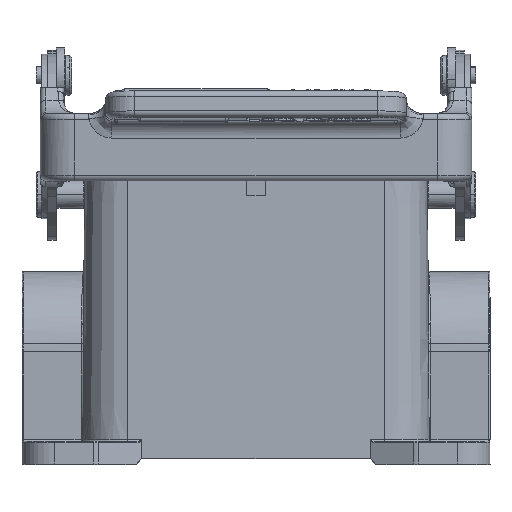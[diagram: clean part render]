
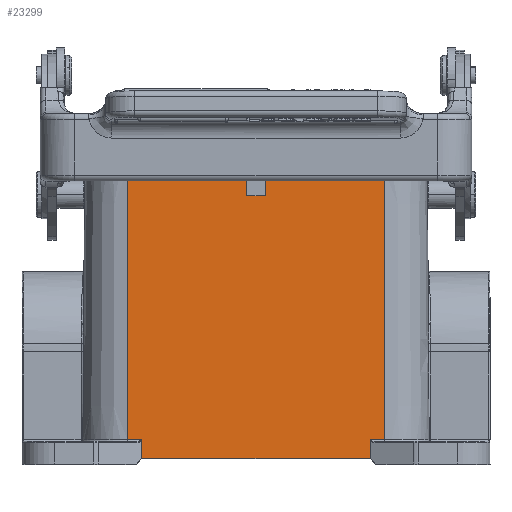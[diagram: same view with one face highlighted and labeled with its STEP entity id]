
A CAD part, top view. The second image highlights one B-rep face of the part: STEP entity #23299.
In plain terms, the highlighted planar face has unit normal (0, 0.009, 1).
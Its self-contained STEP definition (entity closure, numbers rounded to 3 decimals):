
#5190=DIRECTION('',(0.,-1.,0.009));
#5191=VECTOR('',#5190,3.238);
#5192=CARTESIAN_POINT('',(-20.,4.238,21.916));
#5193=LINE('',#5192,#5191);
#5201=CARTESIAN_POINT('',(20.,4.297,21.912));
#5202=CARTESIAN_POINT('',(20.,4.278,21.912));
#5203=CARTESIAN_POINT('',(20.,4.258,21.916));
#5204=CARTESIAN_POINT('',(20.,4.238,21.916));
#5206=DIRECTION('',(-1.,0.,0.));
#5207=VECTOR('',#5206,39.998);
#5208=CARTESIAN_POINT('',(19.999,1.,21.944));
#5209=LINE('',#5208,#5207);
#5210=DIRECTION('',(1.,0.,0.));
#5211=VECTOR('',#5210,20.9);
#5212=CARTESIAN_POINT('',(-22.5,51.5,21.5));
#5213=LINE('',#5212,#5211);
#5214=DIRECTION('',(1.,0.,0.));
#5215=VECTOR('',#5214,3.2);
#5216=CARTESIAN_POINT('',(-1.6,47.,21.539));
#5217=LINE('',#5216,#5215);
#5234=DIRECTION('',(1.,0.,0.));
#5235=VECTOR('',#5234,2.5);
#5236=CARTESIAN_POINT('',(20.,4.297,21.912));
#5237=LINE('',#5236,#5235);
#5256=DIRECTION('',(0.,1.,-0.009));
#5257=VECTOR('',#5256,47.204);
#5258=CARTESIAN_POINT('',(22.5,4.297,21.912));
#5259=LINE('',#5258,#5257);
#5299=DIRECTION('',(-1.,0.,0.));
#5300=VECTOR('',#5299,20.9);
#5301=CARTESIAN_POINT('',(22.5,51.5,21.5));
#5302=LINE('',#5301,#5300);
#8107=DIRECTION('',(0.,-1.,0.009));
#8108=VECTOR('',#8107,4.5);
#8109=CARTESIAN_POINT('',(1.6,51.5,21.5));
#8110=LINE('',#8109,#8108);
#8115=DIRECTION('',(0.,1.,-0.009));
#8116=VECTOR('',#8115,4.5);
#8117=CARTESIAN_POINT('',(-1.6,47.,21.539));
#8118=LINE('',#8117,#8116);
#8277=DIRECTION('',(0.,-1.,0.009));
#8278=VECTOR('',#8277,47.204);
#8279=CARTESIAN_POINT('',(-22.5,51.5,21.5));
#8280=LINE('',#8279,#8278);
#8321=DIRECTION('',(1.,0.,0.));
#8322=VECTOR('',#8321,2.5);
#8323=CARTESIAN_POINT('',(-22.5,4.297,21.912));
#8324=LINE('',#8323,#8322);
#8325=CARTESIAN_POINT('',(-20.,4.297,21.912));
#8326=CARTESIAN_POINT('',(-20.,4.291,21.912));
#8327=CARTESIAN_POINT('',(-20.,4.277,21.913));
#8328=CARTESIAN_POINT('',(-20.,4.258,21.91));
#8329=CARTESIAN_POINT('',(-20.,4.245,21.916));
#8330=CARTESIAN_POINT('',(-20.,4.238,21.916));
#9340=DIRECTION('',(0.,1.,-0.009));
#9341=VECTOR('',#9340,3.238);
#9342=CARTESIAN_POINT('',(19.999,1.,21.944));
#9343=LINE('',#9342,#9341);
#14411=CARTESIAN_POINT('',(19.999,1.,21.944));
#14412=VERTEX_POINT('',#14411);
#14414=CARTESIAN_POINT('',(-19.999,1.,
21.944));
#14415=VERTEX_POINT('',#14414);
#14474=CARTESIAN_POINT('',(-20.,4.238,
21.916));
#14475=VERTEX_POINT('',#14474);
#14476=VERTEX_POINT('',#5201);
#14477=VERTEX_POINT('',#5204);
#14478=VERTEX_POINT('',#8325);
#14479=CARTESIAN_POINT('',(-22.5,4.297,
21.912));
#14480=VERTEX_POINT('',#14479);
#14481=CARTESIAN_POINT('',(-22.5,51.5,21.5));
#14482=VERTEX_POINT('',#14481);
#14483=CARTESIAN_POINT('',(-1.6,51.5,21.5));
#14484=VERTEX_POINT('',#14483);
#14485=CARTESIAN_POINT('',(-1.6,47.,21.539));
#14486=VERTEX_POINT('',#14485);
#14487=CARTESIAN_POINT('',(1.6,47.,21.539));
#14488=VERTEX_POINT('',#14487);
#14489=CARTESIAN_POINT('',(1.6,51.5,21.5));
#14490=VERTEX_POINT('',#14489);
#14491=CARTESIAN_POINT('',(22.5,51.5,21.5));
#14492=VERTEX_POINT('',#14491);
#14493=CARTESIAN_POINT('',(22.5,4.297,21.912));
#14494=VERTEX_POINT('',#14493);
#23266=CARTESIAN_POINT('',(0.,26.25,
21.72));
#23267=DIRECTION('',(0.,0.009,1.));
#23268=DIRECTION('',(0.,-1.,0.009));
#23269=AXIS2_PLACEMENT_3D('',#23266,#23267,#23268);
#23270=PLANE('',#23269);
#23272=ORIENTED_EDGE('',*,*,#23271,.T.);
#23274=ORIENTED_EDGE('',*,*,#23273,.F.);
#23275=ORIENTED_EDGE('',*,*,#23069,.T.);
#23276=ORIENTED_EDGE('',*,*,#23258,.F.);
#23278=ORIENTED_EDGE('',*,*,#23277,.F.);
#23280=ORIENTED_EDGE('',*,*,#23279,.F.);
#23282=ORIENTED_EDGE('',*,*,#23281,.F.);
#23284=ORIENTED_EDGE('',*,*,#23283,.T.);
#23286=ORIENTED_EDGE('',*,*,#23285,.F.);
#23288=ORIENTED_EDGE('',*,*,#23287,.T.);
#23290=ORIENTED_EDGE('',*,*,#23289,.F.);
#23292=ORIENTED_EDGE('',*,*,#23291,.F.);
#23294=ORIENTED_EDGE('',*,*,#23293,.F.);
#23296=ORIENTED_EDGE('',*,*,#23295,.F.);
#23297=EDGE_LOOP('',(#23272,#23274,#23275,#23276,#23278,#23280,#23282,#23284,
#23286,#23288,#23290,#23292,#23294,#23296));
#23298=FACE_OUTER_BOUND('',#23297,.F.);
#5205=B_SPLINE_CURVE_WITH_KNOTS('',3,(#5201,#5202,#5203,#5204),.UNSPECIFIED.,
.F.,.F.,(4,4),(0.,1.),.UNSPECIFIED.);
#8331=B_SPLINE_CURVE_WITH_KNOTS('',3,(#8325,#8326,#8327,#8328,#8329,#8330),
.UNSPECIFIED.,.F.,.F.,(4,1,1,4),(0.,0.333,0.667,1.),
.UNSPECIFIED.);
#23069=EDGE_CURVE('',#14412,#14415,#5209,.T.);
#23258=EDGE_CURVE('',#14475,#14415,#5193,.T.);
#23271=EDGE_CURVE('',#14476,#14477,#5205,.T.);
#23273=EDGE_CURVE('',#14412,#14477,#9343,.T.);
#23277=EDGE_CURVE('',#14478,#14475,#8331,.T.);
#23279=EDGE_CURVE('',#14480,#14478,#8324,.T.);
#23281=EDGE_CURVE('',#14482,#14480,#8280,.T.);
#23283=EDGE_CURVE('',#14482,#14484,#5213,.T.);
#23285=EDGE_CURVE('',#14486,#14484,#8118,.T.);
#23287=EDGE_CURVE('',#14486,#14488,#5217,.T.);
#23289=EDGE_CURVE('',#14490,#14488,#8110,.T.);
#23291=EDGE_CURVE('',#14492,#14490,#5302,.T.);
#23293=EDGE_CURVE('',#14494,#14492,#5259,.T.);
#23295=EDGE_CURVE('',#14476,#14494,#5237,.T.);
#23299=ADVANCED_FACE('',(#23298),#23270,.T.);
